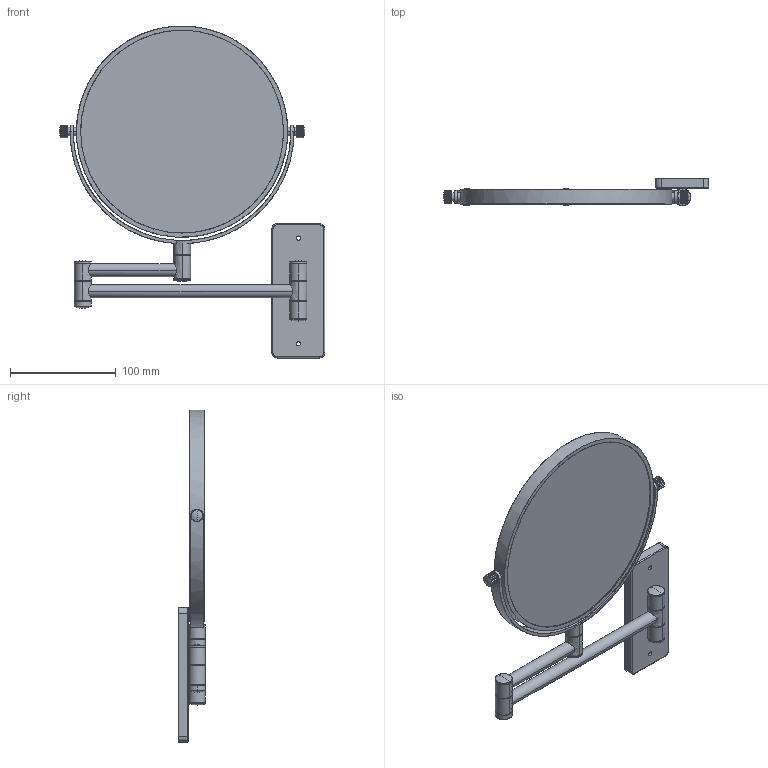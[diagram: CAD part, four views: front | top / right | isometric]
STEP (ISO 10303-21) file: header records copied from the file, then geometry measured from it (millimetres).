
FILE_DESCRIPTION(/* description */ (''),/* implementation_level */ '2;1');
FILE_NAME(/* name */ '0099121000',/* time_stamp */ '2019-01-11T10:44:52+01:00',/* author */ (''),/* organization */ (''),/* preprocessor_version */ 'ST-DEVELOPER v15',/* originating_system */ '',/* authorisation */ '');
FILE_SCHEMA (('AUTOMOTIVE_DESIGN'));
Length unit declared in the file: millimetre
Products named in the file (1): Document
Bounding box: 251.21 x 25.5 x 314.23 mm (x, y, z)
Surface area: 163902.1 mm2 (no closed solid volume)
Topology: 0 solids, 245 shells, 290 faces, 779 edges, 680 vertices
Faces by surface type: bspline 290
Entity records: 17247 total; most frequent: CARTESIAN_POINT 9393, B_SPLINE_CURVE_WITH_KNOTS 1230, ORIENTED_EDGE 857, PCURVE 857, DEFINITIONAL_REPRESENTATION 857, SURFACE_CURVE 765, EDGE_CURVE 765, VERTEX_POINT 680
